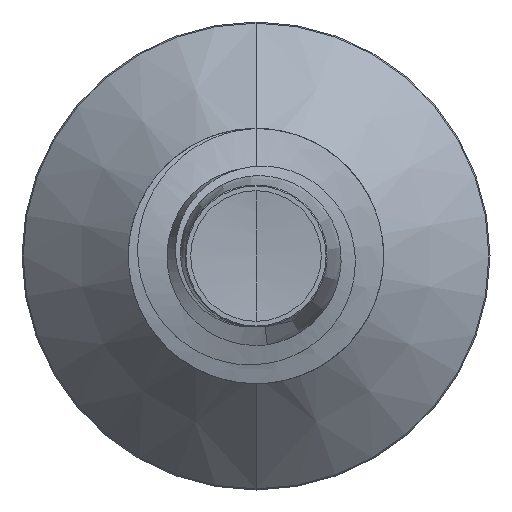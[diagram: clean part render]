
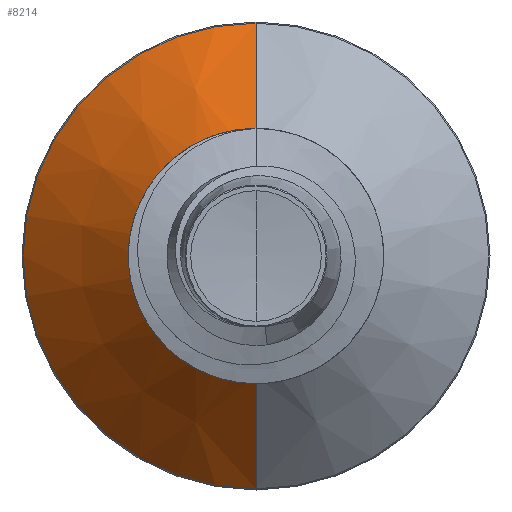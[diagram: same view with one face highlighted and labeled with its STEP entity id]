
A CAD part, front view. The second image highlights one B-rep face of the part: STEP entity #8214.
In plain terms, the highlighted conical face has half-angle 45 degrees and reference radius 1.414 mm.
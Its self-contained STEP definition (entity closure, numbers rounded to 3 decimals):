
#71 = VERTEX_POINT ( 'NONE', #11046 ) ;
#635 = DIRECTION ( 'NONE',  ( 0., 0.707, -0.707 ) ) ;
#864 = CARTESIAN_POINT ( 'NONE',  ( 0., 6.114, -1.414 ) ) ;
#975 = CARTESIAN_POINT ( 'NONE',  ( 0., 7.437, 2.737 ) ) ;
#1035 = DIRECTION ( 'NONE',  ( 0., 1., 0. ) ) ;
#1048 = CARTESIAN_POINT ( 'NONE',  ( 0., 6.114, 0. ) ) ;
#1422 = CIRCLE ( 'NONE', #7091, 2.737 ) ;
#1484 = LINE ( 'NONE', #6493, #6105 ) ;
#1552 = DIRECTION ( 'NONE',  ( 0., 0., 1. ) ) ;
#2002 = EDGE_CURVE ( 'NONE', #6412, #9132, #1484, .T. ) ;
#2120 = EDGE_CURVE ( 'NONE', #10889, #9132, #1422, .T. ) ;
#2753 = VECTOR ( 'NONE', #635, 1000. ) ;
#3870 = CONICAL_SURFACE ( 'NONE', #7398, 1.414, 0.785 ) ;
#5137 = FACE_OUTER_BOUND ( 'NONE', #11132, .T. ) ;
#5911 = CARTESIAN_POINT ( 'NONE',  ( 0., 6.114, 1.414 ) ) ;
#6104 = DIRECTION ( 'NONE',  ( 0., 0., 1. ) ) ;
#6105 = VECTOR ( 'NONE', #6503, 1000. ) ;
#6106 = DIRECTION ( 'NONE',  ( 0., 1., 0. ) ) ;
#6116 = CARTESIAN_POINT ( 'NONE',  ( 0., 7.437, 0. ) ) ;
#6412 = VERTEX_POINT ( 'NONE', #5911 ) ;
#6493 = CARTESIAN_POINT ( 'NONE',  ( 0., 6.114, 1.414 ) ) ;
#6503 = DIRECTION ( 'NONE',  ( 0., 0.707, 0.707 ) ) ;
#6961 = ORIENTED_EDGE ( 'NONE', *, *, #2002, .T. ) ;
#7091 = AXIS2_PLACEMENT_3D ( 'NONE', #6116, #6106, #6104 ) ;
#7398 = AXIS2_PLACEMENT_3D ( 'NONE', #1048, #1035, #1552 ) ;
#7898 = ORIENTED_EDGE ( 'NONE', *, *, #8697, .F. ) ;
#8214 = ADVANCED_FACE ( 'NONE', ( #5137 ), #3870, .T. ) ;
#8549 = DIRECTION ( 'NONE',  ( 0., 0., 1. ) ) ;
#8565 = DIRECTION ( 'NONE',  ( 0., 1., 0. ) ) ;
#8573 = CARTESIAN_POINT ( 'NONE',  ( 0., 6.114, 0. ) ) ;
#8697 = EDGE_CURVE ( 'NONE', #71, #10889, #10136, .T. ) ;
#9132 = VERTEX_POINT ( 'NONE', #975 ) ;
#9362 = AXIS2_PLACEMENT_3D ( 'NONE', #8573, #8565, #8549 ) ;
#9649 = CARTESIAN_POINT ( 'NONE',  ( 0., 7.437, -2.737 ) ) ;
#9775 = CIRCLE ( 'NONE', #9362, 1.414 ) ;
#9900 = ORIENTED_EDGE ( 'NONE', *, *, #10724, .T. ) ;
#10136 = LINE ( 'NONE', #864, #2753 ) ;
#10529 = ORIENTED_EDGE ( 'NONE', *, *, #2120, .F. ) ;
#10724 = EDGE_CURVE ( 'NONE', #71, #6412, #9775, .T. ) ;
#10889 = VERTEX_POINT ( 'NONE', #9649 ) ;
#11046 = CARTESIAN_POINT ( 'NONE',  ( 0., 6.114, -1.414 ) ) ;
#11132 = EDGE_LOOP ( 'NONE', ( #7898, #9900, #6961, #10529 ) ) ;
